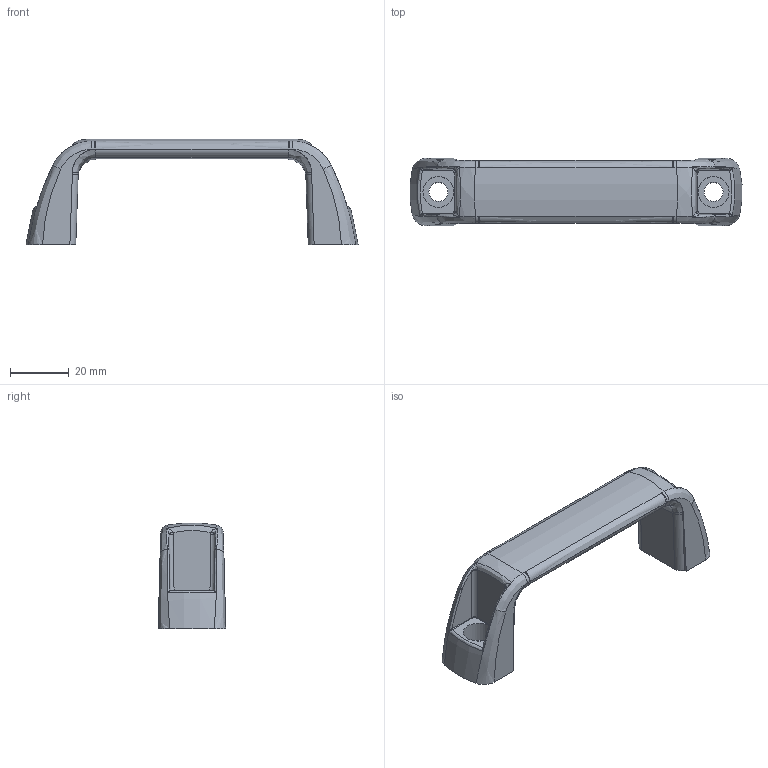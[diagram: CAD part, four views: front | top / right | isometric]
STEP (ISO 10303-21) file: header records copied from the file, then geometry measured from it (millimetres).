
FILE_DESCRIPTION(/* description */ ('File step'),/* implementation_level */ '2;1');
FILE_NAME(/* name */ '6333150',/* time_stamp */ '2022-01-27T15:08:13+01:00',/* author */ ('Zorzan D.'),/* organization */ ('Gamm Srl.'),/* preprocessor_version */ 'ST-DEVELOPER v16.7',/* originating_system */ 'Solid Edge',/* authorisation */ 'Unknown');
FILE_SCHEMA (('CONFIG_CONTROL_DESIGN'));
Length unit declared in the file: millimetre
Products named in the file (1): Parte3
Bounding box: 112.81 x 23 x 35.92 mm (x, y, z)
Volume: 21006.8 mm3; surface area: 10135.8 mm2
Topology: 1 solids, 1 shells, 134 faces, 320 edges, 182 vertices
Faces by surface type: bspline 84, cylinder 26, plane 24
Full cylindrical faces by diameter (mm): 6.5 x2, 10.5 x2
Entity records: 5274 total; most frequent: CARTESIAN_POINT 2869, ORIENTED_EDGE 608, DIRECTION 318, EDGE_CURVE 304, VERTEX_POINT 178, B_SPLINE_CURVE_WITH_KNOTS 170, EDGE_LOOP 144, FACE_BOUND 144
